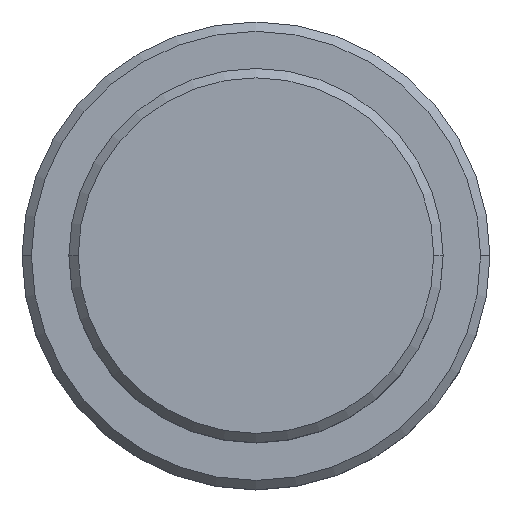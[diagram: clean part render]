
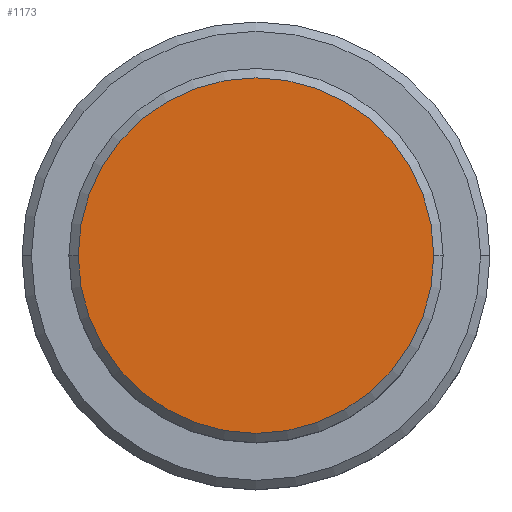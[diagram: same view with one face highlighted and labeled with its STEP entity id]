
A CAD part, top view. The second image highlights one B-rep face of the part: STEP entity #1173.
In plain terms, the highlighted planar face has unit normal (0, 0, 1).
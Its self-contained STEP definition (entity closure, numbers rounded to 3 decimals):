
#54 = CARTESIAN_POINT ( 'NONE',  ( 0., 0., 0. ) ) ;
#68 = DIRECTION ( 'NONE',  ( 0., 0., 1. ) ) ;
#208 = VERTEX_POINT ( 'NONE', #356 ) ;
#299 = DIRECTION ( 'NONE',  ( 1., 0., 0. ) ) ;
#311 = AXIS2_PLACEMENT_3D ( 'NONE', #1259, #1380, #299 ) ;
#356 = CARTESIAN_POINT ( 'NONE',  ( -9.5, 0., 0. ) ) ;
#377 = DIRECTION ( 'NONE',  ( 0., 0., 1. ) ) ;
#413 = VERTEX_POINT ( 'NONE', #540 ) ;
#496 = DIRECTION ( 'NONE',  ( 1., 0., 0. ) ) ;
#513 = AXIS2_PLACEMENT_3D ( 'NONE', #1146, #68, #935 ) ;
#540 = CARTESIAN_POINT ( 'NONE',  ( 9.5, 0., 0. ) ) ;
#543 = ORIENTED_EDGE ( 'NONE', *, *, #1140, .T. ) ;
#672 = CIRCLE ( 'NONE', #311, 9.5 ) ;
#723 = PLANE ( 'NONE',  #513 ) ;
#877 = EDGE_LOOP ( 'NONE', ( #1128, #543 ) ) ;
#935 = DIRECTION ( 'NONE',  ( 1., 0., 0. ) ) ;
#1089 = EDGE_CURVE ( 'NONE', #208, #413, #1184, .T. ) ;
#1128 = ORIENTED_EDGE ( 'NONE', *, *, #1089, .T. ) ;
#1140 = EDGE_CURVE ( 'NONE', #413, #208, #672, .T. ) ;
#1146 = CARTESIAN_POINT ( 'NONE',  ( 0., 0., 0. ) ) ;
#1173 = ADVANCED_FACE ( 'NONE', ( #1363 ), #723, .T. ) ;
#1184 = CIRCLE ( 'NONE', #1348, 9.5 ) ;
#1259 = CARTESIAN_POINT ( 'NONE',  ( 0., 0., 0. ) ) ;
#1348 = AXIS2_PLACEMENT_3D ( 'NONE', #54, #377, #496 ) ;
#1363 = FACE_OUTER_BOUND ( 'NONE', #877, .T. ) ;
#1380 = DIRECTION ( 'NONE',  ( 0., 0., 1. ) ) ;
